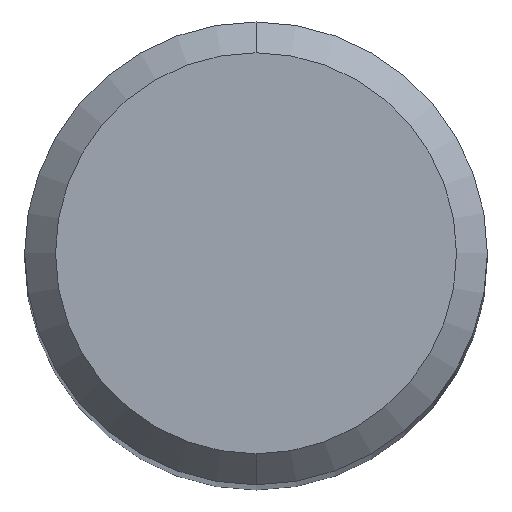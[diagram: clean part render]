
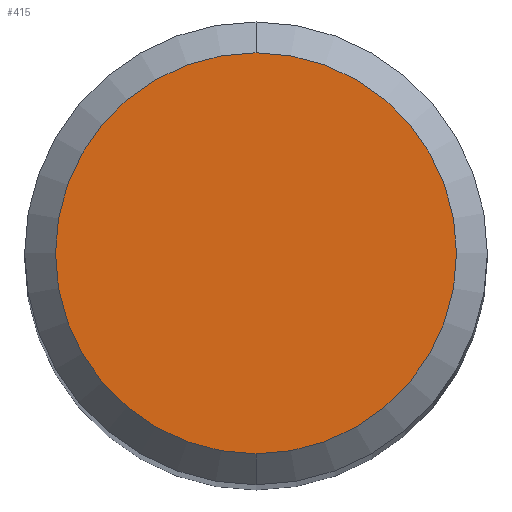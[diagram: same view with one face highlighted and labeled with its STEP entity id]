
A CAD part, top view. The second image highlights one B-rep face of the part: STEP entity #415.
In plain terms, the highlighted planar face has unit normal (0, 0, 1).
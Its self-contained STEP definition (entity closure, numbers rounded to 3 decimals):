
#415=ADVANCED_FACE('',(#1032),#1033,.T.);
#563=EDGE_CURVE('',#707,#697,#1194,.T.);
#697=VERTEX_POINT('',#1341);
#707=VERTEX_POINT('',#1351);
#801=EDGE_CURVE('',#697,#707,#1457,.T.);
#1032=FACE_OUTER_BOUND('',#1808,.T.);
#1033=PLANE('',#1809);
#1194=CIRCLE('',#2662,2.6);
#1341=CARTESIAN_POINT('',(0.0,2.6,0.0));
#1351=CARTESIAN_POINT('',(0.,-2.6,0.0));
#1457=CIRCLE('',#4307,2.6);
#1808=EDGE_LOOP('',(#4757,#4758));
#1809=AXIS2_PLACEMENT_3D('',#4759,#4760,#4761);
#2662=AXIS2_PLACEMENT_3D('',#4935,#4936,#4937);
#4307=AXIS2_PLACEMENT_3D('',#5220,#5221,#5222);
#4757=ORIENTED_EDGE('',*,*,#801,.F.);
#4758=ORIENTED_EDGE('',*,*,#563,.F.);
#4759=CARTESIAN_POINT('',(0.0,1.3,0.0));
#4760=DIRECTION('',(-0.0,0.0,1.0));
#4761=DIRECTION('',(0.0,-1.0,0.0));
#4935=CARTESIAN_POINT('',(0.0,0.0,0.0));
#4936=DIRECTION('',(0.0,0.0,-1.0));
#4937=DIRECTION('',(0.0,1.0,0.0));
#5220=CARTESIAN_POINT('',(0.0,0.0,0.0));
#5221=DIRECTION('',(0.0,0.0,-1.0));
#5222=DIRECTION('',(0.0,1.0,0.0));
